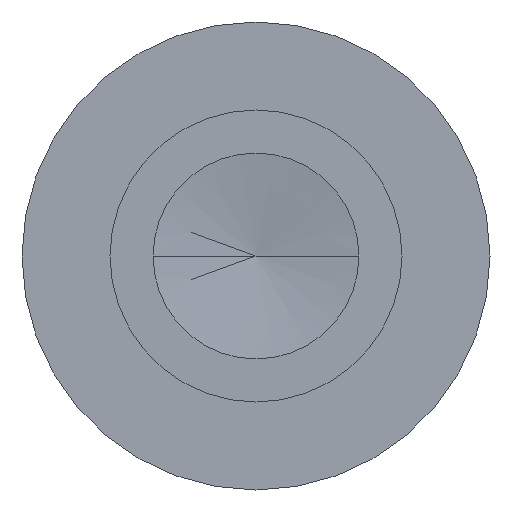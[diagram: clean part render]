
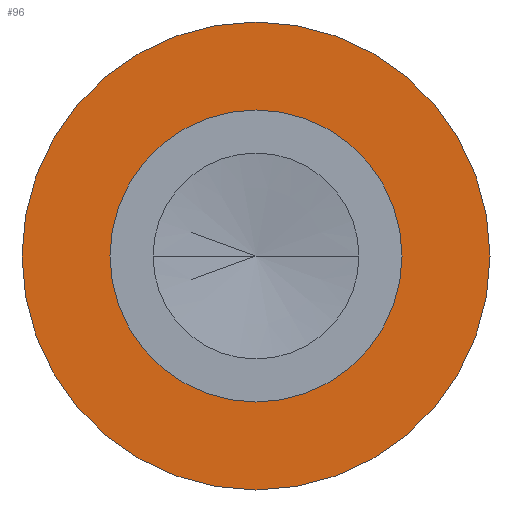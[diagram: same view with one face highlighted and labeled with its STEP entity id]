
A CAD part, front view. The second image highlights one B-rep face of the part: STEP entity #96.
In plain terms, the highlighted planar face has unit normal (0, -1, 0).
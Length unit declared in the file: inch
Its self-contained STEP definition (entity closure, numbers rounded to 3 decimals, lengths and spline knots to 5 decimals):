
#19 = VERTEX_POINT ( 'NONE', #163 ) ;
#23 = VERTEX_POINT ( 'NONE', #119 ) ;
#24 = VERTEX_POINT ( 'NONE', #118 ) ;
#25 = EDGE_CURVE ( 'NONE', #23, #24, #117, .T. ) ;
#71 = VERTEX_POINT ( 'NONE', #392 ) ;
#80 = EDGE_LOOP ( 'NONE', ( #95, #86 ) ) ;
#81 = EDGE_CURVE ( 'NONE', #19, #71, #302, .T. ) ;
#86 = ORIENTED_EDGE ( 'NONE', *, *, #102, .F. ) ;
#88 = EDGE_LOOP ( 'NONE', ( #89, #92 ) ) ;
#89 = ORIENTED_EDGE ( 'NONE', *, *, #285, .T. ) ;
#92 = ORIENTED_EDGE ( 'NONE', *, *, #81, .T. ) ;
#95 = ORIENTED_EDGE ( 'NONE', *, *, #25, .F. ) ;
#96 = ADVANCED_FACE ( 'NONE', ( #347, #342 ), #341, .T. ) ;
#102 = EDGE_CURVE ( 'NONE', #24, #23, #336, .T. ) ;
#113 = DIRECTION ( 'NONE',  ( 1., 0., 0. ) ) ;
#114 = DIRECTION ( 'NONE',  ( 0., -1., 0. ) ) ;
#115 = CARTESIAN_POINT ( 'NONE',  ( 0., 0.141, 0. ) ) ;
#116 = AXIS2_PLACEMENT_3D ( 'NONE', #115, #114, #113 ) ;
#117 = CIRCLE ( 'NONE', #116, 0.039 ) ;
#118 = CARTESIAN_POINT ( 'NONE',  ( -0.039, 0.141, 0. ) ) ;
#119 = CARTESIAN_POINT ( 'NONE',  ( 0.039, 0.141, 0. ) ) ;
#163 = CARTESIAN_POINT ( 'NONE',  ( -0.0625, 0.141, 0. ) ) ;
#285 = EDGE_CURVE ( 'NONE', #71, #19, #525, .T. ) ;
#292 = DIRECTION ( 'NONE',  ( 1., 0., 0. ) ) ;
#293 = DIRECTION ( 'NONE',  ( 0., -1., 0. ) ) ;
#294 = CARTESIAN_POINT ( 'NONE',  ( 0., 0.141, 0. ) ) ;
#301 = AXIS2_PLACEMENT_3D ( 'NONE', #294, #293, #292 ) ;
#302 = CIRCLE ( 'NONE', #301, 0.0625 ) ;
#332 = DIRECTION ( 'NONE',  ( 1., 0., 0. ) ) ;
#333 = DIRECTION ( 'NONE',  ( 0., -1., 0. ) ) ;
#334 = CARTESIAN_POINT ( 'NONE',  ( 0., 0.141, 0. ) ) ;
#335 = AXIS2_PLACEMENT_3D ( 'NONE', #334, #333, #332 ) ;
#336 = CIRCLE ( 'NONE', #335, 0.039 ) ;
#337 = DIRECTION ( 'NONE',  ( 1., 0., 0. ) ) ;
#338 = DIRECTION ( 'NONE',  ( 0., -1., 0. ) ) ;
#339 = CARTESIAN_POINT ( 'NONE',  ( 0.039, 0.141, 0. ) ) ;
#340 = AXIS2_PLACEMENT_3D ( 'NONE', #339, #338, #337 ) ;
#341 = PLANE ( 'NONE',  #340 ) ;
#342 = FACE_BOUND ( 'NONE', #80, .T. ) ;
#347 = FACE_OUTER_BOUND ( 'NONE', #88, .T. ) ;
#392 = CARTESIAN_POINT ( 'NONE',  ( 0.0625, 0.141, 0. ) ) ;
#522 = DIRECTION ( 'NONE',  ( 1., 0., 0. ) ) ;
#523 = DIRECTION ( 'NONE',  ( 0., -1., 0. ) ) ;
#524 = AXIS2_PLACEMENT_3D ( 'NONE', #550, #523, #522 ) ;
#525 = CIRCLE ( 'NONE', #524, 0.0625 ) ;
#550 = CARTESIAN_POINT ( 'NONE',  ( 0., 0.141, 0. ) ) ;
